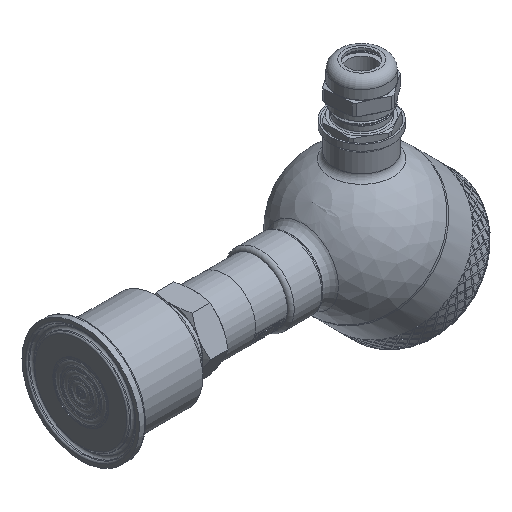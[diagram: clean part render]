
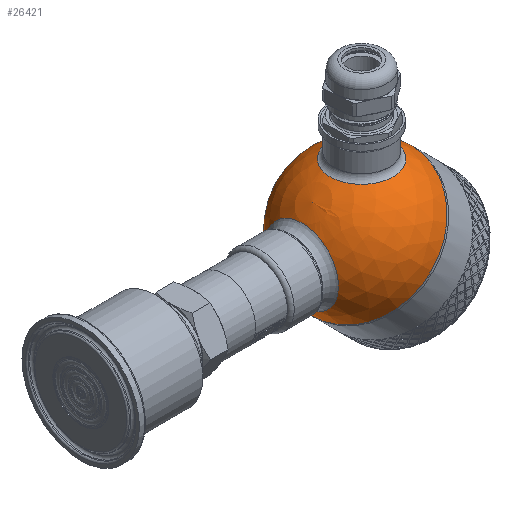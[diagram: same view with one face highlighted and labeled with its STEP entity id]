
A CAD part, isometric view. The second image highlights one B-rep face of the part: STEP entity #26421.
In plain terms, the highlighted spherical face has radius 30 mm.
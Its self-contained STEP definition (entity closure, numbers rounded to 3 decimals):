
#16=SPHERICAL_SURFACE('',#28275,30.);
#251=FACE_BOUND('',#4358,.T.);
#252=FACE_BOUND('',#4359,.T.);
#2604=FACE_OUTER_BOUND('',#4357,.T.);
#4357=EDGE_LOOP('',(#20835,#20836,#20837,#20838));
#4358=EDGE_LOOP('',(#20839));
#4359=EDGE_LOOP('',(#20840));
#5887=CIRCLE('',#28272,15.643);
#5890=CIRCLE('',#28276,30.);
#5891=CIRCLE('',#28277,30.);
#5892=CIRCLE('',#28278,30.);
#5893=CIRCLE('',#28279,13.5);
#11397=VERTEX_POINT('',#55655);
#11399=VERTEX_POINT('',#55661);
#11400=VERTEX_POINT('',#55662);
#11401=VERTEX_POINT('',#55664);
#11402=VERTEX_POINT('',#55667);
#14795=EDGE_CURVE('',#11397,#11397,#5887,.T.);
#14798=EDGE_CURVE('',#11399,#11400,#5890,.T.);
#14799=EDGE_CURVE('',#11399,#11401,#5891,.T.);
#14800=EDGE_CURVE('',#11400,#11399,#5892,.T.);
#14801=EDGE_CURVE('',#11402,#11402,#5893,.T.);
#20835=ORIENTED_EDGE('',*,*,#14798,.F.);
#20836=ORIENTED_EDGE('',*,*,#14799,.T.);
#20837=ORIENTED_EDGE('',*,*,#14799,.F.);
#20838=ORIENTED_EDGE('',*,*,#14800,.F.);
#20839=ORIENTED_EDGE('',*,*,#14795,.F.);
#20840=ORIENTED_EDGE('',*,*,#14801,.F.);
#26421=ADVANCED_FACE('',(#2604,#251,#252),#16,.T.);
#28272=AXIS2_PLACEMENT_3D('',#55656,#30870,#30871);
#28275=AXIS2_PLACEMENT_3D('',#55660,#30876,#30877);
#28276=AXIS2_PLACEMENT_3D('',#55663,#30878,#30879);
#28277=AXIS2_PLACEMENT_3D('',#55665,#30880,#30881);
#28278=AXIS2_PLACEMENT_3D('',#55666,#30882,#30883);
#28279=AXIS2_PLACEMENT_3D('',#55668,#30884,#30885);
#30870=DIRECTION('center_axis',(-0.707,0.,0.707));
#30871=DIRECTION('ref_axis',(0.707,0.,0.707));
#30876=DIRECTION('center_axis',(1.,0.,0.));
#30877=DIRECTION('ref_axis',(0.,-1.,0.));
#30878=DIRECTION('center_axis',(1.,0.,0.));
#30879=DIRECTION('ref_axis',(0.,1.,0.));
#30880=DIRECTION('center_axis',(0.,0.,1.));
#30881=DIRECTION('ref_axis',(0.,1.,0.));
#30882=DIRECTION('center_axis',(1.,0.,0.));
#30883=DIRECTION('ref_axis',(0.,1.,0.));
#30884=DIRECTION('center_axis',(-0.707,0.,-0.707));
#30885=DIRECTION('ref_axis',(-0.707,0.,0.707));
#55655=CARTESIAN_POINT('',(-29.162,0.,7.04));
#55656=CARTESIAN_POINT('Origin',(-18.101,0.,18.101));
#55660=CARTESIAN_POINT('Origin',(0.,0.,0.));
#55661=CARTESIAN_POINT('',(0.,30.,0.));
#55662=CARTESIAN_POINT('',(0.,-30.,0.));
#55663=CARTESIAN_POINT('Origin',(0.,0.,0.));
#55664=CARTESIAN_POINT('',(-30.,0.,0.));
#55665=CARTESIAN_POINT('Origin',(0.,0.,0.));
#55666=CARTESIAN_POINT('Origin',(0.,0.,0.));
#55667=CARTESIAN_POINT('',(-9.398,0.,-28.49));
#55668=CARTESIAN_POINT('Origin',(-18.944,0.,-18.944));
